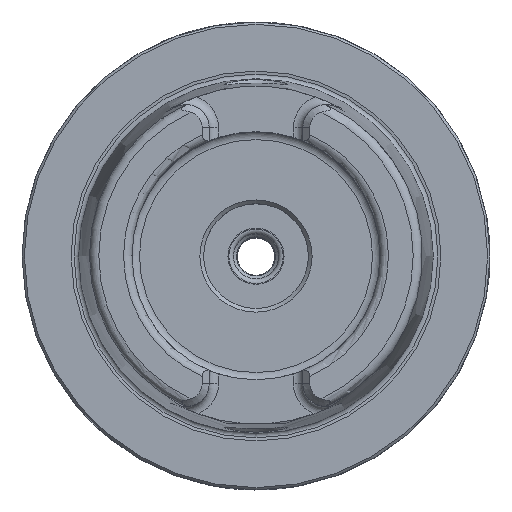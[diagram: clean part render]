
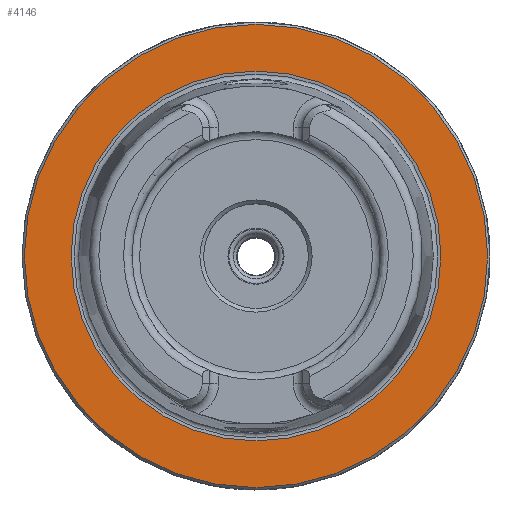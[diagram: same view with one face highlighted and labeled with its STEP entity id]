
A CAD part, top view. The second image highlights one B-rep face of the part: STEP entity #4146.
In plain terms, the highlighted planar face has unit normal (0, 0, 1).
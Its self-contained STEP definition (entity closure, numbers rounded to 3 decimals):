
#386=PLANE('',#4430);
#606=ORIENTED_EDGE('',*,*,#1313,.F.);
#607=ORIENTED_EDGE('',*,*,#1312,.T.);
#1312=EDGE_CURVE('',#1669,#1669,#1901,.T.);
#1313=EDGE_CURVE('',#1670,#1670,#1902,.T.);
#1669=VERTEX_POINT('',#6192);
#1670=VERTEX_POINT('',#6195);
#1901=CIRCLE('',#4429,49.5);
#1902=CIRCLE('',#4431,39.511);
#2100=EDGE_LOOP('',(#606));
#2101=EDGE_LOOP('',(#607));
#2412=FACE_BOUND('',#2100,.T.);
#2413=FACE_BOUND('',#2101,.T.);
#4146=ADVANCED_FACE('',(#2412,#2413),#386,.T.);
#4429=AXIS2_PLACEMENT_3D('',#6191,#4967,#4968);
#4430=AXIS2_PLACEMENT_3D('',#6193,#4969,#4970);
#4431=AXIS2_PLACEMENT_3D('',#6194,#4971,#4972);
#4967=DIRECTION('',(0.,0.,1.));
#4968=DIRECTION('',(1.,0.,0.));
#4969=DIRECTION('',(0.,0.,1.));
#4970=DIRECTION('',(1.,0.,0.));
#4971=DIRECTION('',(0.,0.,1.));
#4972=DIRECTION('',(1.,0.,0.));
#6191=CARTESIAN_POINT('',(0.,0.,0.));
#6192=CARTESIAN_POINT('',(49.5,0.,0.));
#6193=CARTESIAN_POINT('',(49.5,0.,0.));
#6194=CARTESIAN_POINT('',(0.,0.,0.));
#6195=CARTESIAN_POINT('',(39.511,0.,0.));
